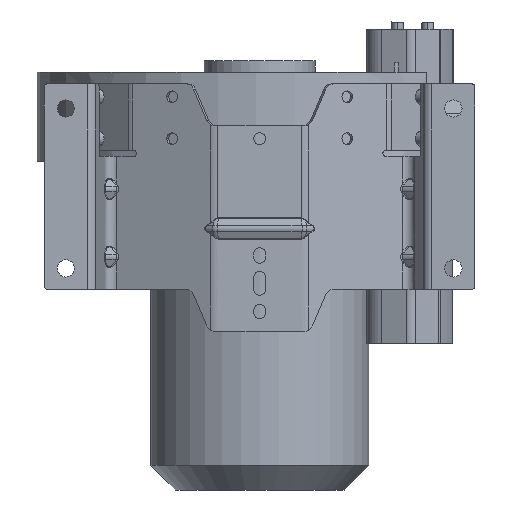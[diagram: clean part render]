
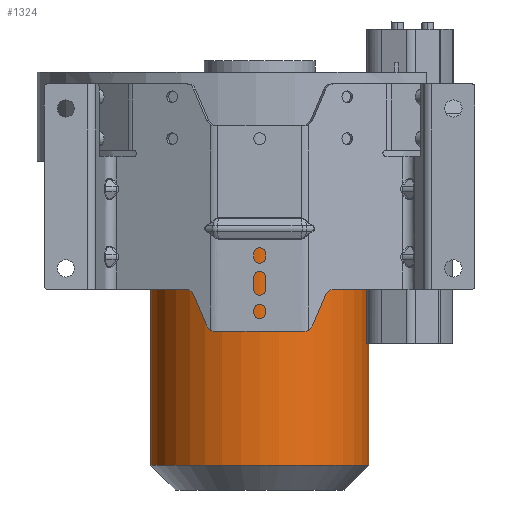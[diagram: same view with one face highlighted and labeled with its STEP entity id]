
A CAD part, front view. The second image highlights one B-rep face of the part: STEP entity #1324.
In plain terms, the highlighted cylindrical face has radius 88.7 mm (diameter 177.4 mm), a partial arc.
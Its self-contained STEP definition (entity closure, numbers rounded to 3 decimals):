
#813=FACE_OUTER_BOUND('',#2560,.T.);
#1324=ADVANCED_FACE('',(#813),#1588,.T.);
#1588=CYLINDRICAL_SURFACE('',#9732,88.7);
#2560=EDGE_LOOP('',(#6103,#6104,#6105,#6106));
#2638=LINE('',#12116,#3204);
#2639=LINE('',#12120,#3205);
#3204=VECTOR('',#9818,1.);
#3205=VECTOR('',#9821,1.);
#6103=ORIENTED_EDGE('',*,*,#7259,.F.);
#6104=ORIENTED_EDGE('',*,*,#7962,.F.);
#6105=ORIENTED_EDGE('',*,*,#7261,.T.);
#6106=ORIENTED_EDGE('',*,*,#8544,.T.);
#6410=VERTEX_POINT('',#12114);
#6411=VERTEX_POINT('',#12115);
#6412=VERTEX_POINT('',#12117);
#6413=VERTEX_POINT('',#12119);
#7259=EDGE_CURVE('',#6410,#6412,#2638,.T.);
#7261=EDGE_CURVE('',#6411,#6413,#2639,.T.);
#7962=EDGE_CURVE('',#6411,#6410,#8814,.T.);
#8544=EDGE_CURVE('',#6413,#6412,#8938,.T.);
#8814=CIRCLE('',#9406,88.7);
#8938=CIRCLE('',#9731,88.7);
#9406=AXIS2_PLACEMENT_3D('',#14732,#11031,#11032);
#9731=AXIS2_PLACEMENT_3D('',#20108,#11922,#11923);
#9732=AXIS2_PLACEMENT_3D('',#20109,#11924,#11925);
#9818=DIRECTION('',(0.,0.,-1.));
#9821=DIRECTION('',(0.,0.,-1.));
#11031=DIRECTION('',(0.,0.,1.));
#11032=DIRECTION('',(-1.,0.,0.));
#11922=DIRECTION('',(0.,0.,1.));
#11923=DIRECTION('',(-1.,0.,0.));
#11924=DIRECTION('',(0.,0.,-1.));
#11925=DIRECTION('',(1.,0.,0.));
#12114=CARTESIAN_POINT('',(88.7,0.,-35.13));
#12115=CARTESIAN_POINT('',(-88.7,0.,-35.13));
#12116=CARTESIAN_POINT('',(88.7,0.,-35.13));
#12117=CARTESIAN_POINT('',(88.7,0.,-282.5));
#12119=CARTESIAN_POINT('',(-88.7,0.,-282.5));
#12120=CARTESIAN_POINT('',(-88.7,0.,-35.13));
#14732=CARTESIAN_POINT('',(0.,0.,-35.13));
#20108=CARTESIAN_POINT('',(0.,0.,-282.5));
#20109=CARTESIAN_POINT('',(0.,0.,-35.13));
